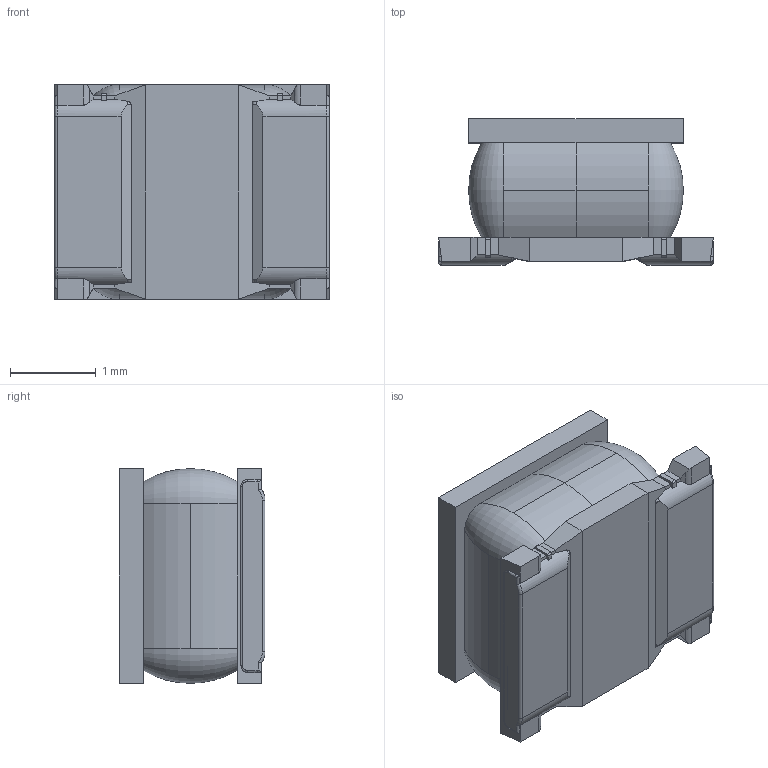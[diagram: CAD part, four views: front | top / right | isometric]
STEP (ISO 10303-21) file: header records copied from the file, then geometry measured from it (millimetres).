
FILE_DESCRIPTION (( 'STEP AP214' ), '1' );
FILE_NAME ('LQH32CH220K53L.STEP', '2020-01-28T16:42:17', ( '' ), ( '' ), 'SwSTEP 2.0', 'SolidWorks 2017', '' );
FILE_SCHEMA (( 'AUTOMOTIVE_DESIGN' ));
Length unit declared in the file: millimetre
Products named in the file (1): LQH32CH220K53L
Bounding box: 3.2 x 1.7 x 2.5 mm (x, y, z)
Volume: 10.3 mm3; surface area: 65 mm2
Topology: 7 solids, 7 shells, 145 faces, 360 edges, 229 vertices
Faces by surface type: plane 82, cylinder 42, torus 13, bspline 8
Entity records: 4687 total; most frequent: CARTESIAN_POINT 1262, ORIENTED_EDGE 720, DIRECTION 659, EDGE_CURVE 360, VERTEX_POINT 229, LINE 223, VECTOR 223, AXIS2_PLACEMENT_3D 218
